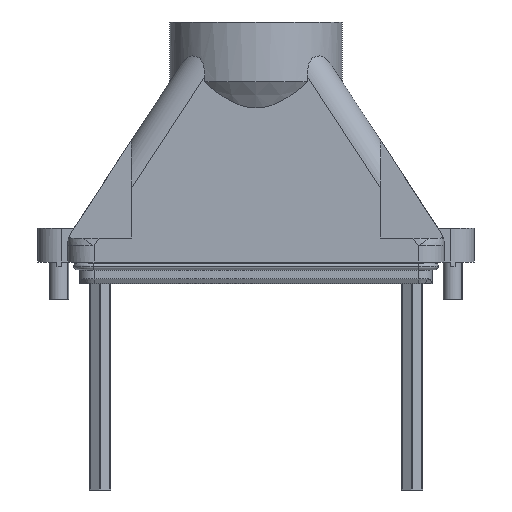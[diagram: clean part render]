
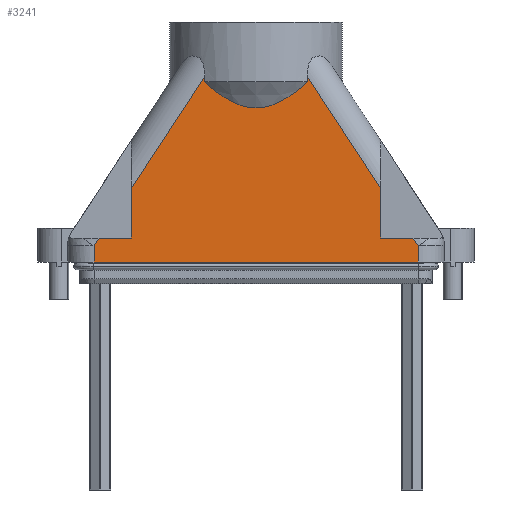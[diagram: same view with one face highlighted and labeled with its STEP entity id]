
A CAD part, left-side view. The second image highlights one B-rep face of the part: STEP entity #3241.
In plain terms, the highlighted planar face has unit normal (-1, 0, 0).
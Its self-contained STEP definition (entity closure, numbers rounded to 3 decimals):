
#3112=AXIS2_PLACEMENT_3D('Plane Axis2P3D',#3109,#3110,#3111) ;
#2380=CARTESIAN_POINT('Vertex',(7.,23.5,95.)) ;
#2383=CARTESIAN_POINT('Line Origine',(7.,91.,95.)) ;
#2387=CARTESIAN_POINT('Vertex',(7.,158.5,95.)) ;
#2779=CARTESIAN_POINT('Vertex',(7.,39.,125.429)) ;
#2782=CARTESIAN_POINT('Line Origine',(7.,39.,115.214)) ;
#2786=CARTESIAN_POINT('Vertex',(7.,39.,105.)) ;
#3089=CARTESIAN_POINT('Line Origine',(7.,23.5,121.)) ;
#3093=CARTESIAN_POINT('Vertex',(7.,23.5,101.723)) ;
#3109=CARTESIAN_POINT('Axis2P3D Location',(7.,23.5,105.)) ;
#3114=CARTESIAN_POINT('Line Origine',(7.,157.429,103.362)) ;
#3118=CARTESIAN_POINT('Vertex',(7.,158.5,101.723)) ;
#3120=CARTESIAN_POINT('Vertex',(7.,156.357,105.)) ;
#3123=CARTESIAN_POINT('Line Origine',(7.,158.5,98.362)) ;
#3128=CARTESIAN_POINT('Line Origine',(7.,24.571,103.362)) ;
#3132=CARTESIAN_POINT('Vertex',(7.,25.643,105.)) ;
#3135=CARTESIAN_POINT('Line Origine',(7.,32.321,105.)) ;
#3140=CARTESIAN_POINT('Line Origine',(7.,54.335,148.882)) ;
#3144=CARTESIAN_POINT('Vertex',(7.,69.669,172.335)) ;
#3147=CARTESIAN_POINT('Line Origine',(7.,69.669,171.167)) ;
#3151=CARTESIAN_POINT('Vertex',(7.,69.669,170.)) ;
#3155=CARTESIAN_POINT('Control Point',(7.,91.,159.171)) ;
#3156=CARTESIAN_POINT('Control Point',(7.,90.082,159.171)) ;
#3157=CARTESIAN_POINT('Control Point',(7.,89.165,159.227)) ;
#3158=CARTESIAN_POINT('Control Point',(7.,88.255,159.339)) ;
#3159=CARTESIAN_POINT('Control Point',(7.,86.634,159.636)) ;
#3160=CARTESIAN_POINT('Control Point',(7.,85.068,160.082)) ;
#3161=CARTESIAN_POINT('Control Point',(7.,84.381,160.308)) ;
#3162=CARTESIAN_POINT('Control Point',(7.,82.5,161.004)) ;
#3163=CARTESIAN_POINT('Control Point',(7.,80.721,161.863)) ;
#3164=CARTESIAN_POINT('Control Point',(7.,79.619,162.465)) ;
#3165=CARTESIAN_POINT('Control Point',(7.,77.659,163.645)) ;
#3166=CARTESIAN_POINT('Control Point',(7.,75.81,164.933)) ;
#3167=CARTESIAN_POINT('Control Point',(7.,74.986,165.539)) ;
#3168=CARTESIAN_POINT('Control Point',(7.,73.391,166.768)) ;
#3169=CARTESIAN_POINT('Control Point',(7.,71.861,168.047)) ;
#3170=CARTESIAN_POINT('Control Point',(7.,71.118,168.69)) ;
#3171=CARTESIAN_POINT('Control Point',(7.,70.388,169.341)) ;
#3172=CARTESIAN_POINT('Control Point',(7.,69.669,170.)) ;
#3173=CARTESIAN_POINT('Vertex',(7.,91.,159.171)) ;
#3177=CARTESIAN_POINT('Control Point',(7.,91.,159.171)) ;
#3178=CARTESIAN_POINT('Control Point',(7.,91.918,159.171)) ;
#3179=CARTESIAN_POINT('Control Point',(7.,92.835,159.227)) ;
#3180=CARTESIAN_POINT('Control Point',(7.,93.745,159.339)) ;
#3181=CARTESIAN_POINT('Control Point',(7.,95.366,159.636)) ;
#3182=CARTESIAN_POINT('Control Point',(7.,96.932,160.082)) ;
#3183=CARTESIAN_POINT('Control Point',(7.,97.619,160.308)) ;
#3184=CARTESIAN_POINT('Control Point',(7.,99.5,161.004)) ;
#3185=CARTESIAN_POINT('Control Point',(7.,101.279,161.863)) ;
#3186=CARTESIAN_POINT('Control Point',(7.,102.381,162.465)) ;
#3187=CARTESIAN_POINT('Control Point',(7.,104.341,163.645)) ;
#3188=CARTESIAN_POINT('Control Point',(7.,106.19,164.933)) ;
#3189=CARTESIAN_POINT('Control Point',(7.,107.014,165.539)) ;
#3190=CARTESIAN_POINT('Control Point',(7.,108.609,166.768)) ;
#3191=CARTESIAN_POINT('Control Point',(7.,110.139,168.047)) ;
#3192=CARTESIAN_POINT('Control Point',(7.,110.882,168.69)) ;
#3193=CARTESIAN_POINT('Control Point',(7.,111.612,169.341)) ;
#3194=CARTESIAN_POINT('Control Point',(7.,112.331,170.)) ;
#3195=CARTESIAN_POINT('Vertex',(7.,112.331,170.)) ;
#3198=CARTESIAN_POINT('Line Origine',(7.,112.331,171.167)) ;
#3202=CARTESIAN_POINT('Vertex',(7.,112.331,172.335)) ;
#3205=CARTESIAN_POINT('Line Origine',(7.,127.665,148.882)) ;
#3209=CARTESIAN_POINT('Vertex',(7.,143.,125.429)) ;
#3212=CARTESIAN_POINT('Line Origine',(7.,143.,115.214)) ;
#3216=CARTESIAN_POINT('Vertex',(7.,143.,105.)) ;
#3219=CARTESIAN_POINT('Line Origine',(7.,149.679,105.)) ;
#2384=DIRECTION('Vector Direction',(0.,1.,0.)) ;
#2783=DIRECTION('Vector Direction',(0.,0.,-1.)) ;
#3090=DIRECTION('Vector Direction',(0.,0.,-1.)) ;
#3110=DIRECTION('Axis2P3D Direction',(-1.,0.,0.)) ;
#3111=DIRECTION('Axis2P3D XDirection',(0.,1.,0.)) ;
#3115=DIRECTION('Vector Direction',(0.,-0.547,0.837)) ;
#3124=DIRECTION('Vector Direction',(0.,0.,1.)) ;
#3129=DIRECTION('Vector Direction',(0.,0.547,0.837)) ;
#3136=DIRECTION('Vector Direction',(0.,-1.,0.)) ;
#3141=DIRECTION('Vector Direction',(0.,0.547,0.837)) ;
#3148=DIRECTION('Vector Direction',(0.,0.,-1.)) ;
#3199=DIRECTION('Vector Direction',(0.,0.,-1.)) ;
#3206=DIRECTION('Vector Direction',(0.,-0.547,0.837)) ;
#3213=DIRECTION('Vector Direction',(0.,0.,-1.)) ;
#3220=DIRECTION('Vector Direction',(0.,-1.,0.)) ;
#2385=VECTOR('Line Direction',#2384,1.) ;
#2784=VECTOR('Line Direction',#2783,1.) ;
#3091=VECTOR('Line Direction',#3090,1.) ;
#3116=VECTOR('Line Direction',#3115,1.) ;
#3125=VECTOR('Line Direction',#3124,1.) ;
#3130=VECTOR('Line Direction',#3129,1.) ;
#3137=VECTOR('Line Direction',#3136,1.) ;
#3142=VECTOR('Line Direction',#3141,1.) ;
#3149=VECTOR('Line Direction',#3148,1.) ;
#3200=VECTOR('Line Direction',#3199,1.) ;
#3207=VECTOR('Line Direction',#3206,1.) ;
#3214=VECTOR('Line Direction',#3213,1.) ;
#3221=VECTOR('Line Direction',#3220,1.) ;
#3225=ORIENTED_EDGE('',*,*,#3122,.F.) ;
#3226=ORIENTED_EDGE('',*,*,#3127,.F.) ;
#3227=ORIENTED_EDGE('',*,*,#2389,.F.) ;
#3228=ORIENTED_EDGE('',*,*,#3095,.T.) ;
#3229=ORIENTED_EDGE('',*,*,#3134,.T.) ;
#3230=ORIENTED_EDGE('',*,*,#3139,.T.) ;
#3231=ORIENTED_EDGE('',*,*,#2788,.F.) ;
#3232=ORIENTED_EDGE('',*,*,#3146,.T.) ;
#3233=ORIENTED_EDGE('',*,*,#3153,.T.) ;
#3234=ORIENTED_EDGE('',*,*,#3175,.F.) ;
#3235=ORIENTED_EDGE('',*,*,#3197,.T.) ;
#3236=ORIENTED_EDGE('',*,*,#3204,.F.) ;
#3237=ORIENTED_EDGE('',*,*,#3211,.F.) ;
#3238=ORIENTED_EDGE('',*,*,#3218,.T.) ;
#3239=ORIENTED_EDGE('',*,*,#3223,.F.) ;
#3241=ADVANCED_FACE('66925 HDC IP68 HP 24B M63.1\\63820_HDC_IP68_HP_24B_MD_1M50_Render.1\\KOERPER.2',(#3240),#3113,.T.) ;
#3154=B_SPLINE_CURVE_WITH_KNOTS('',5,(#3155,#3156,#3157,#3158,#3159,#3160,#3161,#3162,#3163,#3164,#3165,#3166,#3167,#3168,#3169,#3170,#3171,#3172),.UNSPECIFIED.,.F.,.U.,(6,3,3,3,3,6),(0.,5.4,9.754,17.559,24.122,30.545),.UNSPECIFIED.) ;
#3176=B_SPLINE_CURVE_WITH_KNOTS('',5,(#3177,#3178,#3179,#3180,#3181,#3182,#3183,#3184,#3185,#3186,#3187,#3188,#3189,#3190,#3191,#3192,#3193,#3194),.UNSPECIFIED.,.F.,.U.,(6,3,3,3,3,6),(0.,5.4,9.754,17.559,24.122,30.545),.UNSPECIFIED.) ;
#2389=EDGE_CURVE('',#2381,#2388,#2386,.T.) ;
#2788=EDGE_CURVE('',#2780,#2787,#2785,.T.) ;
#3095=EDGE_CURVE('',#2381,#3094,#3092,.F.) ;
#3122=EDGE_CURVE('',#3119,#3121,#3117,.T.) ;
#3127=EDGE_CURVE('',#2388,#3119,#3126,.T.) ;
#3134=EDGE_CURVE('',#3094,#3133,#3131,.T.) ;
#3139=EDGE_CURVE('',#3133,#2787,#3138,.F.) ;
#3146=EDGE_CURVE('',#2780,#3145,#3143,.T.) ;
#3153=EDGE_CURVE('',#3145,#3152,#3150,.T.) ;
#3175=EDGE_CURVE('',#3174,#3152,#3154,.T.) ;
#3197=EDGE_CURVE('',#3174,#3196,#3176,.T.) ;
#3204=EDGE_CURVE('',#3203,#3196,#3201,.T.) ;
#3211=EDGE_CURVE('',#3210,#3203,#3208,.T.) ;
#3218=EDGE_CURVE('',#3210,#3217,#3215,.T.) ;
#3223=EDGE_CURVE('',#3121,#3217,#3222,.T.) ;
#3224=EDGE_LOOP('',(#3225,#3226,#3227,#3228,#3229,#3230,#3231,#3232,#3233,#3234,#3235,#3236,#3237,#3238,#3239)) ;
#3240=FACE_OUTER_BOUND('',#3224,.T.) ;
#2386=LINE('Line',#2383,#2385) ;
#2785=LINE('Line',#2782,#2784) ;
#3092=LINE('Line',#3089,#3091) ;
#3117=LINE('Line',#3114,#3116) ;
#3126=LINE('Line',#3123,#3125) ;
#3131=LINE('Line',#3128,#3130) ;
#3138=LINE('Line',#3135,#3137) ;
#3143=LINE('Line',#3140,#3142) ;
#3150=LINE('Line',#3147,#3149) ;
#3201=LINE('Line',#3198,#3200) ;
#3208=LINE('Line',#3205,#3207) ;
#3215=LINE('Line',#3212,#3214) ;
#3222=LINE('Line',#3219,#3221) ;
#3113=PLANE('',#3112) ;
#2381=VERTEX_POINT('',#2380) ;
#2388=VERTEX_POINT('',#2387) ;
#2780=VERTEX_POINT('',#2779) ;
#2787=VERTEX_POINT('',#2786) ;
#3094=VERTEX_POINT('',#3093) ;
#3119=VERTEX_POINT('',#3118) ;
#3121=VERTEX_POINT('',#3120) ;
#3133=VERTEX_POINT('',#3132) ;
#3145=VERTEX_POINT('',#3144) ;
#3152=VERTEX_POINT('',#3151) ;
#3174=VERTEX_POINT('',#3173) ;
#3196=VERTEX_POINT('',#3195) ;
#3203=VERTEX_POINT('',#3202) ;
#3210=VERTEX_POINT('',#3209) ;
#3217=VERTEX_POINT('',#3216) ;
